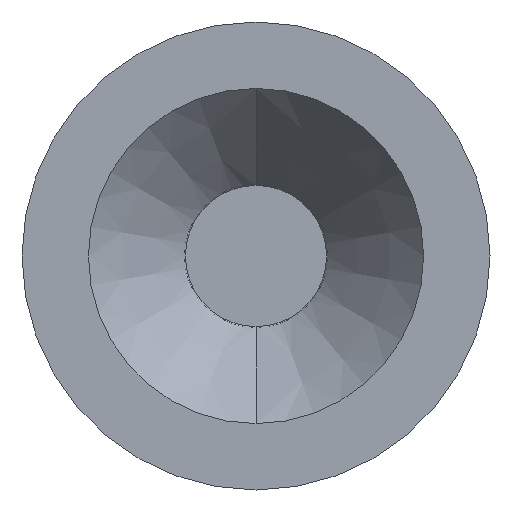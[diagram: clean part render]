
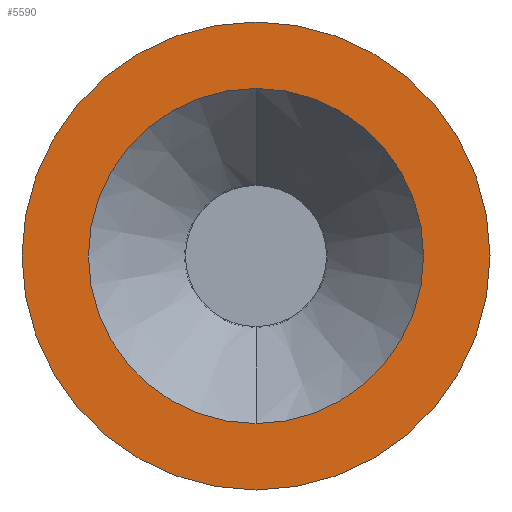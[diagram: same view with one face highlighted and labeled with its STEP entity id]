
A CAD part, front view. The second image highlights one B-rep face of the part: STEP entity #5590.
In plain terms, the highlighted planar face has unit normal (0, -1, 0).
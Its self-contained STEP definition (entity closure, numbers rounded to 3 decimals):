
#309 = AXIS2_PLACEMENT_3D ( 'NONE', #2279, #5513, #2749 ) ;
#311 = CIRCLE ( 'NONE', #309, 40.5 ) ;
#425 = EDGE_CURVE ( 'NONE', #3633, #4782, #4841, .T. ) ;
#877 = VERTEX_POINT ( 'NONE', #2321 ) ;
#907 = PLANE ( 'NONE',  #5860 ) ;
#910 = DIRECTION ( 'NONE',  ( 0., 1., 0. ) ) ;
#1004 = EDGE_LOOP ( 'NONE', ( #3518, #3970 ) ) ;
#1291 = CARTESIAN_POINT ( 'NONE',  ( 0., 0., 0. ) ) ;
#1304 = ORIENTED_EDGE ( 'NONE', *, *, #4677, .F. ) ;
#1446 = EDGE_CURVE ( 'NONE', #877, #2375, #2582, .T. ) ;
#1754 = DIRECTION ( 'NONE',  ( 0., 0., -1. ) ) ;
#2084 = DIRECTION ( 'NONE',  ( 0., -1., 0. ) ) ;
#2197 = AXIS2_PLACEMENT_3D ( 'NONE', #1291, #4532, #1754 ) ;
#2279 = CARTESIAN_POINT ( 'NONE',  ( 0., 0., 0. ) ) ;
#2313 = CARTESIAN_POINT ( 'NONE',  ( 0., 0., 0. ) ) ;
#2321 = CARTESIAN_POINT ( 'NONE',  ( 0., 0., -40.5 ) ) ;
#2375 = VERTEX_POINT ( 'NONE', #4416 ) ;
#2448 = EDGE_LOOP ( 'NONE', ( #3919, #1304 ) ) ;
#2582 = CIRCLE ( 'NONE', #5883, 40.5 ) ;
#2749 = DIRECTION ( 'NONE',  ( 0., 0., 1. ) ) ;
#3244 = DIRECTION ( 'NONE',  ( 0., 0., 1. ) ) ;
#3510 = FACE_BOUND ( 'NONE', #1004, .T. ) ;
#3518 = ORIENTED_EDGE ( 'NONE', *, *, #3821, .F. ) ;
#3633 = VERTEX_POINT ( 'NONE', #4619 ) ;
#3690 = CARTESIAN_POINT ( 'NONE',  ( 0., 0., 0. ) ) ;
#3821 = EDGE_CURVE ( 'NONE', #4782, #3633, #5906, .T. ) ;
#3919 = ORIENTED_EDGE ( 'NONE', *, *, #1446, .F. ) ;
#3970 = ORIENTED_EDGE ( 'NONE', *, *, #425, .F. ) ;
#4166 = DIRECTION ( 'NONE',  ( 0., 0., 1. ) ) ;
#4416 = CARTESIAN_POINT ( 'NONE',  ( 0., 0., 40.5 ) ) ;
#4532 = DIRECTION ( 'NONE',  ( 0., -1., 0. ) ) ;
#4597 = FACE_OUTER_BOUND ( 'NONE', #2448, .T. ) ;
#4619 = CARTESIAN_POINT ( 'NONE',  ( 0., 0., 29. ) ) ;
#4677 = EDGE_CURVE ( 'NONE', #2375, #877, #311, .T. ) ;
#4782 = VERTEX_POINT ( 'NONE', #5373 ) ;
#4841 = CIRCLE ( 'NONE', #2197, 29. ) ;
#4848 = CARTESIAN_POINT ( 'NONE',  ( 0., 0., 0. ) ) ;
#5231 = AXIS2_PLACEMENT_3D ( 'NONE', #4848, #2084, #5320 ) ;
#5320 = DIRECTION ( 'NONE',  ( 0., 0., -1. ) ) ;
#5373 = CARTESIAN_POINT ( 'NONE',  ( 0., 0., -29. ) ) ;
#5513 = DIRECTION ( 'NONE',  ( 0., 1., 0. ) ) ;
#5590 = ADVANCED_FACE ( 'NONE', ( #3510, #4597 ), #907, .F. ) ;
#5860 = AXIS2_PLACEMENT_3D ( 'NONE', #2313, #6014, #3244 ) ;
#5883 = AXIS2_PLACEMENT_3D ( 'NONE', #3690, #910, #4166 ) ;
#5906 = CIRCLE ( 'NONE', #5231, 29. ) ;
#6014 = DIRECTION ( 'NONE',  ( 0., 1., 0. ) ) ;
